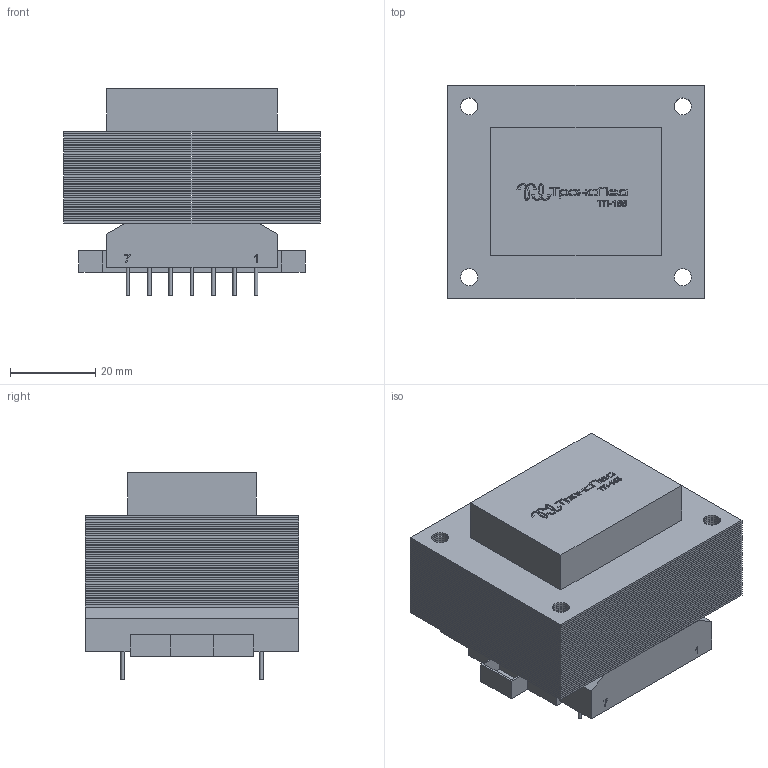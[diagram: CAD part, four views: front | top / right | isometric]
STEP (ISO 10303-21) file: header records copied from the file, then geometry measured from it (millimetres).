
FILE_DESCRIPTION(/* description */ (''),/* implementation_level */ '2;1');
FILE_NAME(/* name */ 'TP-155.step',/* time_stamp */ '2022-10-27T02:00:18+03:00',/* author */ (''),/* organization */ (''),/* preprocessor_version */ 'ST-DEVELOPER v19.2',/* originating_system */ 'Autodesk Translation Framework v11.17.0.187',/* authorisation */ '');
FILE_SCHEMA (('AUTOMOTIVE_DESIGN { 1 0 10303 214 3 1 1 }'));
Length unit declared in the file: millimetre
Products named in the file (1): TP-155
Bounding box: 60 x 50.1 x 48.55 mm (x, y, z)
Volume: 78303.1 mm3; surface area: 258421.6 mm2
Topology: 77 solids, 77 shells, 1099 faces, 2787 edges, 1838 vertices
Faces by surface type: plane 667, bspline 238, cylinder 194
Full cylindrical faces by diameter (mm): 0.8 x28, 2 x2, 4 x160
Entity records: 34661 total; most frequent: CARTESIAN_POINT 9003, ORIENTED_EDGE 5574, DIRECTION 4487, EDGE_CURVE 2787, LINE 1923, VECTOR 1923, VERTEX_POINT 1838, EDGE_LOOP 1465
